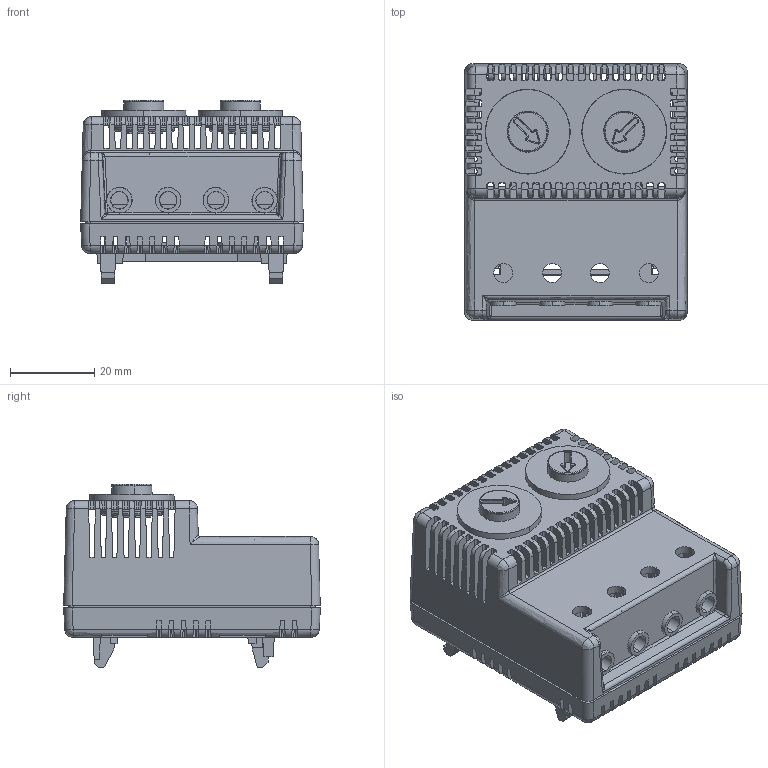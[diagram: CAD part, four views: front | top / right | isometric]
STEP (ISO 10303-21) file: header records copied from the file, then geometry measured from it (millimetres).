
FILE_DESCRIPTION(/* description */ (''),/* implementation_level */ '2;1');
FILE_NAME(/* name */ 'THRV13-THRV22',/* time_stamp */ '2014-05-28T17:37:29+02:00',/* author */ (''),/* organization */ (''),/* preprocessor_version */ 'ST-DEVELOPER v10',/* originating_system */ '',/* authorisation */ '');
FILE_SCHEMA (('CONFIG_CONTROL_DESIGN'));
Length unit declared in the file: millimetre
Products named in the file (1): 1
Bounding box: 52.95 x 61 x 43.6 mm (x, y, z)
Volume: 1235.2 mm3; surface area: 32685.7 mm2
Topology: 2 solids, 10 shells, 1402 faces, 4598 edges, 3001 vertices
Faces by surface type: plane 838, bspline 564
Entity records: 50480 total; most frequent: CARTESIAN_POINT 23176, ORIENTED_EDGE 9087, EDGE_CURVE 4580, B_SPLINE_CURVE_WITH_KNOTS 3591, VERTEX_POINT 3001, EDGE_LOOP 1513, ADVANCED_FACE 1402, FACE_OUTER_BOUND 1402
